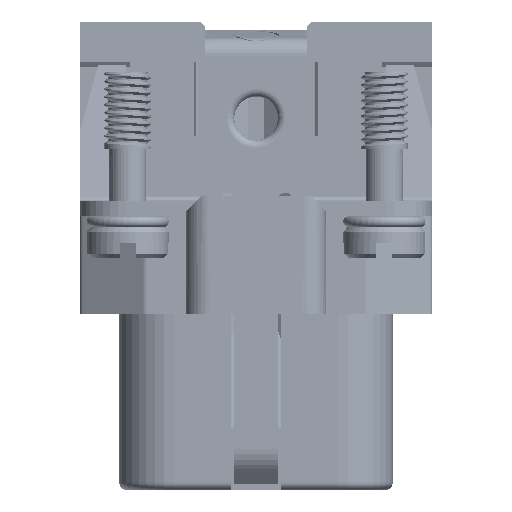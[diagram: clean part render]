
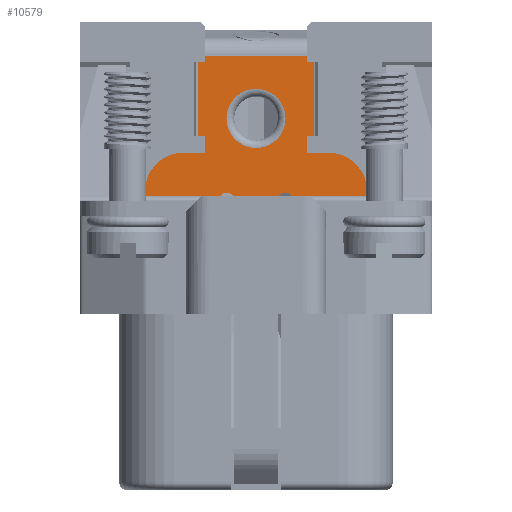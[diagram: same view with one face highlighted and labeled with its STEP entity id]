
A CAD part, left-side view. The second image highlights one B-rep face of the part: STEP entity #10579.
In plain terms, the highlighted planar face has unit normal (-1, 0, 0).
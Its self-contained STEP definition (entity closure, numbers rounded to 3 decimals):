
#4658=FACE_BOUND('',#19885,.T.);
#4659=FACE_BOUND('',#19886,.T.);
#7080=CIRCLE('',#74504,0.4);
#7081=CIRCLE('',#74506,0.4);
#7098=CIRCLE('',#74546,2.5);
#7103=CIRCLE('',#74560,2.5);
#7109=CIRCLE('',#74577,0.4);
#7110=CIRCLE('',#74579,0.4);
#7112=CIRCLE('',#74587,1.9);
#10579=ADVANCED_FACE('',(#4658,#4659),#12753,.T.);
#12753=PLANE('',#74591);
#19885=EDGE_LOOP('',(#39486));
#19886=EDGE_LOOP('',(#39487,#39488,#39489,#39490,#39491,#39492,#39493,#39494,
#39495,#39496,#39497,#39498,#39499,#39500,#39501,#39502,#39503,#39504,#39505,
#39506,#39507,#39508,#39509,#39510,#39511,#39512,#39513,#39514));
#39486=ORIENTED_EDGE('',*,*,#57849,.T.);
#39487=ORIENTED_EDGE('',*,*,#57844,.F.);
#39488=ORIENTED_EDGE('',*,*,#57736,.T.);
#39489=ORIENTED_EDGE('',*,*,#57805,.T.);
#39490=ORIENTED_EDGE('',*,*,#57808,.T.);
#39491=ORIENTED_EDGE('',*,*,#57810,.T.);
#39492=ORIENTED_EDGE('',*,*,#57812,.T.);
#39493=ORIENTED_EDGE('',*,*,#57815,.T.);
#39494=ORIENTED_EDGE('',*,*,#57754,.T.);
#39495=ORIENTED_EDGE('',*,*,#57733,.T.);
#39496=ORIENTED_EDGE('',*,*,#57836,.F.);
#39497=ORIENTED_EDGE('',*,*,#57839,.T.);
#39498=ORIENTED_EDGE('',*,*,#57452,.T.);
#39499=ORIENTED_EDGE('',*,*,#57841,.T.);
#39500=ORIENTED_EDGE('',*,*,#57439,.F.);
#39501=ORIENTED_EDGE('',*,*,#57838,.T.);
#39502=ORIENTED_EDGE('',*,*,#57760,.T.);
#39503=ORIENTED_EDGE('',*,*,#57724,.T.);
#39504=ORIENTED_EDGE('',*,*,#57738,.F.);
#39505=ORIENTED_EDGE('',*,*,#57793,.F.);
#39506=ORIENTED_EDGE('',*,*,#57795,.T.);
#39507=ORIENTED_EDGE('',*,*,#57796,.F.);
#39508=ORIENTED_EDGE('',*,*,#57799,.F.);
#39509=ORIENTED_EDGE('',*,*,#57800,.F.);
#39510=ORIENTED_EDGE('',*,*,#57723,.T.);
#39511=ORIENTED_EDGE('',*,*,#57846,.T.);
#39512=ORIENTED_EDGE('',*,*,#57851,.F.);
#39513=ORIENTED_EDGE('',*,*,#57852,.T.);
#39514=ORIENTED_EDGE('',*,*,#57853,.F.);
#47380=VERTEX_POINT('',#163313);
#47381=VERTEX_POINT('',#163315);
#47392=VERTEX_POINT('',#163339);
#47393=VERTEX_POINT('',#163341);
#47584=VERTEX_POINT('',#169111);
#47585=VERTEX_POINT('',#169113);
#47586=VERTEX_POINT('',#169117);
#47587=VERTEX_POINT('',#169118);
#47591=VERTEX_POINT('',#169161);
#47593=VERTEX_POINT('',#169181);
#47594=VERTEX_POINT('',#169185);
#47595=VERTEX_POINT('',#169187);
#47596=VERTEX_POINT('',#169191);
#47604=VERTEX_POINT('',#169230);
#47606=VERTEX_POINT('',#169258);
#47624=VERTEX_POINT('',#169333);
#47625=VERTEX_POINT('',#169337);
#47626=VERTEX_POINT('',#169341);
#47627=VERTEX_POINT('',#169345);
#47628=VERTEX_POINT('',#169357);
#47629=VERTEX_POINT('',#169361);
#47630=VERTEX_POINT('',#169365);
#47631=VERTEX_POINT('',#169369);
#47643=VERTEX_POINT('',#169431);
#47644=VERTEX_POINT('',#169446);
#47645=VERTEX_POINT('',#169450);
#47647=VERTEX_POINT('',#169456);
#47649=VERTEX_POINT('',#169462);
#47650=VERTEX_POINT('',#169464);
#57439=EDGE_CURVE('',#47380,#47381,#63117,.T.);
#57452=EDGE_CURVE('',#47393,#47392,#63124,.T.);
#57723=EDGE_CURVE('',#47584,#47585,#63273,.T.);
#57724=EDGE_CURVE('',#47586,#47587,#7080,.T.);
#57733=EDGE_CURVE('',#47591,#47593,#7081,.T.);
#57736=EDGE_CURVE('',#47594,#47595,#63278,.T.);
#57738=EDGE_CURVE('',#47596,#47587,#63279,.T.);
#57754=EDGE_CURVE('',#47604,#47591,#63289,.T.);
#57760=EDGE_CURVE('',#47606,#47586,#63294,.T.);
#57793=EDGE_CURVE('',#47624,#47596,#63317,.T.);
#57795=EDGE_CURVE('',#47624,#47625,#7098,.T.);
#57796=EDGE_CURVE('',#47626,#47625,#63319,.T.);
#57799=EDGE_CURVE('',#47627,#47626,#63322,.T.);
#57800=EDGE_CURVE('',#47584,#47627,#63323,.T.);
#57805=EDGE_CURVE('',#47595,#47628,#63324,.T.);
#57808=EDGE_CURVE('',#47628,#47629,#63327,.T.);
#57810=EDGE_CURVE('',#47629,#47630,#63329,.T.);
#57812=EDGE_CURVE('',#47630,#47631,#7103,.T.);
#57815=EDGE_CURVE('',#47631,#47604,#63332,.T.);
#57836=EDGE_CURVE('',#47643,#47593,#63347,.T.);
#57838=EDGE_CURVE('',#47380,#47606,#7109,.T.);
#57839=EDGE_CURVE('',#47643,#47393,#7110,.T.);
#57841=EDGE_CURVE('',#47392,#47381,#63350,.T.);
#57844=EDGE_CURVE('',#47594,#47644,#63353,.T.);
#57846=EDGE_CURVE('',#47585,#47645,#63355,.T.);
#57849=EDGE_CURVE('',#47647,#47647,#7112,.T.);
#57851=EDGE_CURVE('',#47649,#47645,#63357,.T.);
#57852=EDGE_CURVE('',#47649,#47650,#63358,.T.);
#57853=EDGE_CURVE('',#47644,#47650,#63359,.T.);
#63117=LINE('',#163314,#68367);
#63124=LINE('',#163340,#68374);
#63273=LINE('',#169114,#68523);
#63278=LINE('',#169188,#68528);
#63279=LINE('',#169193,#68529);
#63289=LINE('',#169246,#68539);
#63294=LINE('',#169257,#68544);
#63317=LINE('',#169334,#68567);
#63319=LINE('',#169340,#68569);
#63322=LINE('',#169346,#68572);
#63323=LINE('',#169348,#68573);
#63324=LINE('',#169356,#68574);
#63327=LINE('',#169362,#68577);
#63329=LINE('',#169366,#68579);
#63332=LINE('',#169375,#68582);
#63347=LINE('',#169430,#68597);
#63350=LINE('',#169439,#68600);
#63353=LINE('',#169445,#68603);
#63355=LINE('',#169449,#68605);
#63357=LINE('',#169461,#68607);
#63358=LINE('',#169463,#68608);
#63359=LINE('',#169465,#68609);
#68367=VECTOR('',#89947,1.);
#68374=VECTOR('',#89968,1.);
#68523=VECTOR('',#90453,1.);
#68528=VECTOR('',#90472,1.);
#68529=VECTOR('',#90477,1.);
#68539=VECTOR('',#90505,1.);
#68544=VECTOR('',#90522,1.);
#68567=VECTOR('',#90581,1.);
#68569=VECTOR('',#90589,1.);
#68572=VECTOR('',#90594,1.);
#68573=VECTOR('',#90597,1.);
#68574=VECTOR('',#90612,1.);
#68577=VECTOR('',#90617,1.);
#68579=VECTOR('',#90621,1.);
#68582=VECTOR('',#90632,1.);
#68597=VECTOR('',#90673,1.);
#68600=VECTOR('',#90686,1.);
#68603=VECTOR('',#90695,1.);
#68605=VECTOR('',#90699,1.);
#68607=VECTOR('',#90713,1.);
#68608=VECTOR('',#90714,1.);
#68609=VECTOR('',#90715,1.);
#74504=AXIS2_PLACEMENT_3D('',#169116,#90456,#90457);
#74506=AXIS2_PLACEMENT_3D('',#169182,#90464,#90465);
#74546=AXIS2_PLACEMENT_3D('',#169338,#90585,#90586);
#74560=AXIS2_PLACEMENT_3D('',#169370,#90625,#90626);
#74577=AXIS2_PLACEMENT_3D('',#169434,#90677,#90678);
#74579=AXIS2_PLACEMENT_3D('',#169436,#90681,#90682);
#74587=AXIS2_PLACEMENT_3D('',#169455,#90705,#90706);
#74591=AXIS2_PLACEMENT_3D('',#169466,#90716,#90717);
#89947=DIRECTION('',(0.,0.,-1.));
#89968=DIRECTION('',(0.,0.,-1.));
#90453=DIRECTION('',(0.,0.,1.));
#90456=DIRECTION('',(1.,0.,0.));
#90457=DIRECTION('',(0.,0.,1.));
#90464=DIRECTION('',(1.,0.,0.));
#90465=DIRECTION('',(0.,0.,1.));
#90472=DIRECTION('',(0.,0.,-1.));
#90477=DIRECTION('',(0.,1.,0.));
#90505=DIRECTION('',(0.,-1.,0.));
#90522=DIRECTION('',(0.,-1.,0.));
#90581=DIRECTION('',(0.,0.,-1.));
#90585=DIRECTION('',(-1.,0.,0.));
#90586=DIRECTION('',(0.,0.,1.));
#90589=DIRECTION('',(0.,-1.,0.));
#90594=DIRECTION('',(0.,0.,-1.));
#90597=DIRECTION('',(0.,1.,0.));
#90612=DIRECTION('',(0.,-1.,0.));
#90617=DIRECTION('',(0.,0.,-1.));
#90621=DIRECTION('',(0.,1.,0.));
#90625=DIRECTION('',(-1.,0.,0.));
#90626=DIRECTION('',(0.,0.,1.));
#90632=DIRECTION('',(0.,0.,-1.));
#90673=DIRECTION('',(0.,1.,0.));
#90677=DIRECTION('',(1.,0.,0.));
#90678=DIRECTION('',(0.,0.,1.));
#90681=DIRECTION('',(1.,0.,0.));
#90682=DIRECTION('',(0.,0.,1.));
#90686=DIRECTION('',(0.,-1.,0.));
#90695=DIRECTION('',(0.,-1.,0.));
#90699=DIRECTION('',(0.,1.,0.));
#90705=DIRECTION('',(1.,0.,0.));
#90706=DIRECTION('',(0.,0.,1.));
#90713=DIRECTION('',(0.,0.,-1.));
#90714=DIRECTION('',(0.,1.,0.));
#90715=DIRECTION('',(0.,0.,1.));
#90716=DIRECTION('',(-1.,0.,0.));
#90717=DIRECTION('',(0.,0.,1.));
#163313=CARTESIAN_POINT('',(91.05,-1.4,-9.5));
#163314=CARTESIAN_POINT('',(91.05,-1.4,-10.8));
#163315=CARTESIAN_POINT('',(91.05,-1.4,-12.622));
#163339=CARTESIAN_POINT('',(91.05,1.4,-12.622));
#163340=CARTESIAN_POINT('',(91.05,1.4,-11.6));
#163341=CARTESIAN_POINT('',(91.05,1.4,-9.5));
#169111=CARTESIAN_POINT('',(91.05,-3.755,-5.4));
#169113=CARTESIAN_POINT('',(91.05,-3.755,-0.7));
#169114=CARTESIAN_POINT('',(91.05,-3.755,-0.7));
#169116=CARTESIAN_POINT('',(91.05,-1.95,-9.5));
#169117=CARTESIAN_POINT('',(91.05,-1.95,-9.1));
#169118=CARTESIAN_POINT('',(91.05,-2.296,-9.3));
#169161=CARTESIAN_POINT('',(91.05,2.296,-9.3));
#169181=CARTESIAN_POINT('',(91.05,1.95,-9.1));
#169182=CARTESIAN_POINT('',(91.05,1.95,-9.5));
#169185=CARTESIAN_POINT('',(91.05,3.755,-0.7));
#169187=CARTESIAN_POINT('',(91.05,3.755,-5.4));
#169188=CARTESIAN_POINT('',(91.05,3.755,-5.4));
#169191=CARTESIAN_POINT('',(91.05,-7.15,-9.3));
#169193=CARTESIAN_POINT('',(91.05,-11.25,-9.3));
#169230=CARTESIAN_POINT('',(91.05,7.15,-9.3));
#169246=CARTESIAN_POINT('',(91.05,11.25,-9.3));
#169257=CARTESIAN_POINT('',(91.05,-9.646,-9.1));
#169258=CARTESIAN_POINT('',(91.05,-1.8,-9.1));
#169333=CARTESIAN_POINT('',(91.05,-7.15,-9.));
#169334=CARTESIAN_POINT('',(91.05,-7.15,-6.3));
#169337=CARTESIAN_POINT('',(91.05,-4.65,-6.5));
#169338=CARTESIAN_POINT('',(91.05,-4.65,-9.));
#169340=CARTESIAN_POINT('',(91.05,-4.5,-6.5));
#169341=CARTESIAN_POINT('',(91.05,-3.25,-6.5));
#169345=CARTESIAN_POINT('',(91.05,-3.25,-5.4));
#169346=CARTESIAN_POINT('',(91.05,-3.25,-16.));
#169348=CARTESIAN_POINT('',(91.05,-4.65,-5.4));
#169356=CARTESIAN_POINT('',(91.05,4.65,-5.4));
#169357=CARTESIAN_POINT('',(91.05,3.25,-5.4));
#169361=CARTESIAN_POINT('',(91.05,3.25,-6.5));
#169362=CARTESIAN_POINT('',(91.05,3.25,-16.));
#169365=CARTESIAN_POINT('',(91.05,4.65,-6.5));
#169366=CARTESIAN_POINT('',(91.05,4.5,-6.5));
#169369=CARTESIAN_POINT('',(91.05,7.15,-9.));
#169370=CARTESIAN_POINT('',(91.05,4.65,-9.));
#169375=CARTESIAN_POINT('',(91.05,7.15,-6.3));
#169430=CARTESIAN_POINT('',(91.05,0.,-9.1));
#169431=CARTESIAN_POINT('',(91.05,1.8,-9.1));
#169434=CARTESIAN_POINT('',(91.05,-1.8,-9.5));
#169436=CARTESIAN_POINT('',(91.05,1.8,-9.5));
#169439=CARTESIAN_POINT('',(91.05,-1.35,-12.622));
#169445=CARTESIAN_POINT('',(91.05,4.6,-0.7));
#169446=CARTESIAN_POINT('',(91.05,3.25,-0.7));
#169449=CARTESIAN_POINT('',(91.05,-4.6,-0.7));
#169450=CARTESIAN_POINT('',(91.05,-3.25,-0.7));
#169455=CARTESIAN_POINT('',(91.05,0.,-4.3));
#169456=CARTESIAN_POINT('',(91.05,0.,-2.4));
#169461=CARTESIAN_POINT('',(91.05,-3.25,-10.8));
#169462=CARTESIAN_POINT('',(91.05,-3.25,-0.291));
#169463=CARTESIAN_POINT('',(91.05,0.,-0.291));
#169464=CARTESIAN_POINT('',(91.05,3.25,-0.291));
#169465=CARTESIAN_POINT('',(91.05,3.25,-10.8));
#169466=CARTESIAN_POINT('',(91.05,0.,-10.8));
